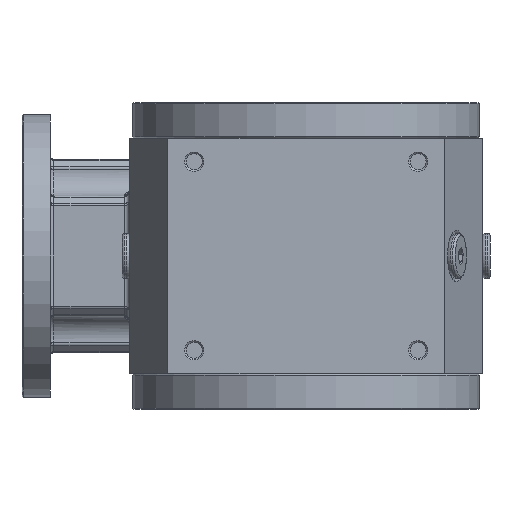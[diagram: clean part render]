
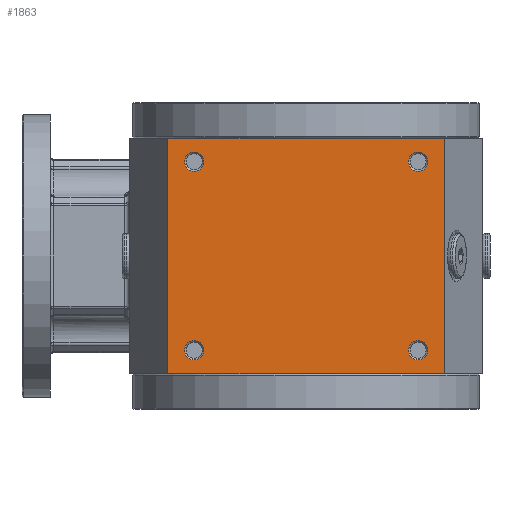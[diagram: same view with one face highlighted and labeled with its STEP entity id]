
A CAD part, front view. The second image highlights one B-rep face of the part: STEP entity #1863.
In plain terms, the highlighted planar face has unit normal (0, -1, 0).
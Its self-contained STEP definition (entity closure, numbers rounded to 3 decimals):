
#1863 = ADVANCED_FACE( '', ( #4337, #4338, #4339, #4340, #4341 ), #4342, .T. );
#4337 = FACE_OUTER_BOUND( '', #16109, .T. );
#4338 = FACE_BOUND( '', #16110, .T. );
#4339 = FACE_BOUND( '', #16111, .T. );
#4340 = FACE_BOUND( '', #16112, .T. );
#4341 = FACE_BOUND( '', #16113, .T. );
#4342 = PLANE( '', #16114 );
#16109 = EDGE_LOOP( '', ( #27486, #27487, #27488, #27489 ) );
#16110 = EDGE_LOOP( '', ( #27490 ) );
#16111 = EDGE_LOOP( '', ( #27491 ) );
#16112 = EDGE_LOOP( '', ( #27492 ) );
#16113 = EDGE_LOOP( '', ( #27493 ) );
#16114 = AXIS2_PLACEMENT_3D( '', #27494, #27495, #27496 );
#27486 = ORIENTED_EDGE( '', *, *, #30372, .F. );
#27487 = ORIENTED_EDGE( '', *, *, #32027, .T. );
#27488 = ORIENTED_EDGE( '', *, *, #31070, .T. );
#27489 = ORIENTED_EDGE( '', *, *, #31961, .F. );
#27490 = ORIENTED_EDGE( '', *, *, #30656, .F. );
#27491 = ORIENTED_EDGE( '', *, *, #32028, .F. );
#27492 = ORIENTED_EDGE( '', *, *, #32029, .F. );
#27493 = ORIENTED_EDGE( '', *, *, #31808, .F. );
#27494 = CARTESIAN_POINT( '', ( 106.862, -25.879, 0. ) );
#27495 = DIRECTION( '', ( 0., -1., 0. ) );
#27496 = DIRECTION( '', ( 0., 0., -1. ) );
#30372 = EDGE_CURVE( '', #32879, #32881, #32882, .T. );
#30656 = EDGE_CURVE( '', #33376, #33376, #33377, .T. );
#31070 = EDGE_CURVE( '', #34056, #34054, #34057, .T. );
#31808 = EDGE_CURVE( '', #35131, #35131, #35132, .T. );
#31961 = EDGE_CURVE( '', #32881, #34054, #35337, .T. );
#32027 = EDGE_CURVE( '', #32879, #34056, #35424, .T. );
#32028 = EDGE_CURVE( '', #35425, #35425, #35426, .T. );
#32029 = EDGE_CURVE( '', #35427, #35427, #35428, .T. );
#32879 = VERTEX_POINT( '', #37298 );
#32881 = VERTEX_POINT( '', #37301 );
#32882 = LINE( '', #37302, #37303 );
#33376 = VERTEX_POINT( '', #39700 );
#33377 = CIRCLE( '', #39701, 4.1 );
#34054 = VERTEX_POINT( '', #43413 );
#34056 = VERTEX_POINT( '', #43416 );
#34057 = LINE( '', #43417, #43418 );
#35131 = VERTEX_POINT( '', #49705 );
#35132 = CIRCLE( '', #49706, 4.1 );
#35337 = LINE( '', #51135, #51136 );
#35424 = LINE( '', #51437, #51438 );
#35425 = VERTEX_POINT( '', #51439 );
#35426 = CIRCLE( '', #51440, 4.1 );
#35427 = VERTEX_POINT( '', #51441 );
#35428 = CIRCLE( '', #51442, 4.1 );
#37298 = CARTESIAN_POINT( '', ( 106.862, -25.879, 0. ) );
#37301 = CARTESIAN_POINT( '', ( -10.38, -25.879, 0. ) );
#37302 = CARTESIAN_POINT( '', ( 0., -25.879, 0. ) );
#37303 = VECTOR( '', #54940, 1000. );
#39700 = CARTESIAN_POINT( '', ( 91.641, -25.879, 90. ) );
#39701 = AXIS2_PLACEMENT_3D( '', #55210, #55211, #55212 );
#43413 = CARTESIAN_POINT( '', ( -10.38, -25.879, 100. ) );
#43416 = CARTESIAN_POINT( '', ( 106.862, -25.879, 100. ) );
#43417 = CARTESIAN_POINT( '', ( 0., -25.879, 100. ) );
#43418 = VECTOR( '', #55566, 1000. );
#49705 = CARTESIAN_POINT( '', ( -3.359, -25.879, 10. ) );
#49706 = AXIS2_PLACEMENT_3D( '', #56185, #56186, #56187 );
#51135 = CARTESIAN_POINT( '', ( -10.38, -25.879, 0. ) );
#51136 = VECTOR( '', #56323, 1000. );
#51437 = CARTESIAN_POINT( '', ( 106.862, -25.879, 0. ) );
#51438 = VECTOR( '', #56377, 1000. );
#51439 = CARTESIAN_POINT( '', ( 91.641, -25.879, 10. ) );
#51440 = AXIS2_PLACEMENT_3D( '', #56378, #56379, #56380 );
#51441 = CARTESIAN_POINT( '', ( -3.359, -25.879, 90. ) );
#51442 = AXIS2_PLACEMENT_3D( '', #56381, #56382, #56383 );
#54940 = DIRECTION( '', ( -1., 0., 0. ) );
#55210 = CARTESIAN_POINT( '', ( 95.741, -25.879, 90. ) );
#55211 = DIRECTION( '', ( 0., -1., 0. ) );
#55212 = DIRECTION( '', ( -1., 0., 0. ) );
#55566 = DIRECTION( '', ( -1., 0., 0. ) );
#56185 = CARTESIAN_POINT( '', ( 0.741, -25.879, 10. ) );
#56186 = DIRECTION( '', ( 0., -1., 0. ) );
#56187 = DIRECTION( '', ( -1., 0., 0. ) );
#56323 = DIRECTION( '', ( 0., 0., 1. ) );
#56377 = DIRECTION( '', ( 0., 0., 1. ) );
#56378 = CARTESIAN_POINT( '', ( 95.741, -25.879, 10. ) );
#56379 = DIRECTION( '', ( 0., -1., 0. ) );
#56380 = DIRECTION( '', ( -1., 0., 0. ) );
#56381 = CARTESIAN_POINT( '', ( 0.741, -25.879, 90. ) );
#56382 = DIRECTION( '', ( 0., -1., 0. ) );
#56383 = DIRECTION( '', ( -1., 0., 0. ) );
